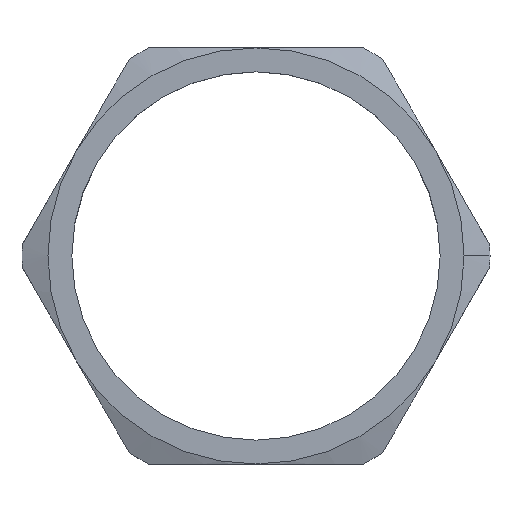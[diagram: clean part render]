
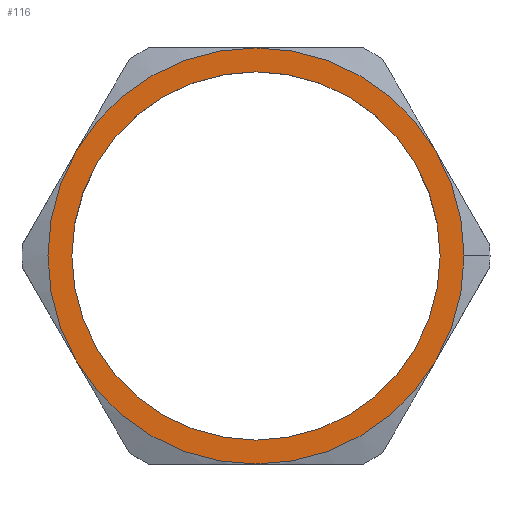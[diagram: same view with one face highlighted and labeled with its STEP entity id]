
A CAD part, top view. The second image highlights one B-rep face of the part: STEP entity #116.
In plain terms, the highlighted planar face has unit normal (0, 0, 1).
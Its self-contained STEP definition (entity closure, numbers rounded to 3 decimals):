
#19 = AXIS2_PLACEMENT_3D ( 'NONE', #613, #606, #605 ) ;
#22 = AXIS2_PLACEMENT_3D ( 'NONE', #616, #615, #614 ) ;
#23 = AXIS2_PLACEMENT_3D ( 'NONE', #580, #576, #575 ) ;
#69 = EDGE_CURVE ( 'NONE', #783, #788, #177, .T. ) ;
#72 = EDGE_CURVE ( 'NONE', #782, #803, #176, .T. ) ;
#81 = EDGE_CURVE ( 'NONE', #803, #782, #171, .T. ) ;
#82 = EDGE_CURVE ( 'NONE', #785, #783, #170, .T. ) ;
#83 = EDGE_CURVE ( 'NONE', #788, #801, #169, .T. ) ;
#84 = EDGE_CURVE ( 'NONE', #801, #789, #168, .T. ) ;
#85 = EDGE_CURVE ( 'NONE', #789, #805, #167, .T. ) ;
#86 = EDGE_CURVE ( 'NONE', #805, #784, #166, .T. ) ;
#87 = EDGE_CURVE ( 'NONE', #784, #785, #165, .T. ) ;
#116 = ADVANCED_FACE ( 'NONE', ( #225, #227 ), #427, .T. ) ;
#165 = CIRCLE ( 'NONE', #205, 20. ) ;
#166 = CIRCLE ( 'NONE', #204, 20. ) ;
#167 = CIRCLE ( 'NONE', #203, 20. ) ;
#168 = CIRCLE ( 'NONE', #201, 20. ) ;
#169 = CIRCLE ( 'NONE', #200, 20. ) ;
#170 = CIRCLE ( 'NONE', #196, 20. ) ;
#171 = CIRCLE ( 'NONE', #23, 17.7 ) ;
#176 = CIRCLE ( 'NONE', #19, 17.7 ) ;
#177 = CIRCLE ( 'NONE', #22, 20. ) ;
#196 = AXIS2_PLACEMENT_3D ( 'NONE', #574, #573, #816 ) ;
#200 = AXIS2_PLACEMENT_3D ( 'NONE', #295, #296, #297 ) ;
#201 = AXIS2_PLACEMENT_3D ( 'NONE', #298, #299, #300 ) ;
#203 = AXIS2_PLACEMENT_3D ( 'NONE', #301, #302, #303 ) ;
#204 = AXIS2_PLACEMENT_3D ( 'NONE', #304, #305, #306 ) ;
#205 = AXIS2_PLACEMENT_3D ( 'NONE', #307, #308, #309 ) ;
#220 = AXIS2_PLACEMENT_3D ( 'NONE', #428, #429, #430 ) ;
#225 = FACE_BOUND ( 'NONE', #754, .T. ) ;
#227 = FACE_OUTER_BOUND ( 'NONE', #757, .T. ) ;
#295 = CARTESIAN_POINT ( 'NONE',  ( 0., 0., 4. ) ) ;
#296 = DIRECTION ( 'NONE',  ( 0., 0., 1. ) ) ;
#297 = DIRECTION ( 'NONE',  ( 1., 0., 0. ) ) ;
#298 = CARTESIAN_POINT ( 'NONE',  ( 0., 0., 4. ) ) ;
#299 = DIRECTION ( 'NONE',  ( 0., 0., 1. ) ) ;
#300 = DIRECTION ( 'NONE',  ( 1., 0., 0. ) ) ;
#301 = CARTESIAN_POINT ( 'NONE',  ( 0., 0., 4. ) ) ;
#302 = DIRECTION ( 'NONE',  ( 0., 0., 1. ) ) ;
#303 = DIRECTION ( 'NONE',  ( 1., 0., 0. ) ) ;
#304 = CARTESIAN_POINT ( 'NONE',  ( 0., 0., 4. ) ) ;
#305 = DIRECTION ( 'NONE',  ( 0., 0., 1. ) ) ;
#306 = DIRECTION ( 'NONE',  ( 1., 0., 0. ) ) ;
#307 = CARTESIAN_POINT ( 'NONE',  ( 0., 0., 4. ) ) ;
#308 = DIRECTION ( 'NONE',  ( 0., 0., 1. ) ) ;
#309 = DIRECTION ( 'NONE',  ( 1., 0., 0. ) ) ;
#427 = PLANE ( 'NONE',  #220 ) ;
#428 = CARTESIAN_POINT ( 'NONE',  ( 0., 0., 4. ) ) ;
#429 = DIRECTION ( 'NONE',  ( 0., 0., 1. ) ) ;
#430 = DIRECTION ( 'NONE',  ( 1., 0., 0. ) ) ;
#528 = CARTESIAN_POINT ( 'NONE',  ( -17.7, 0., 4. ) ) ;
#529 = CARTESIAN_POINT ( 'NONE',  ( 20., 0., 4. ) ) ;
#530 = CARTESIAN_POINT ( 'NONE',  ( 0., -20., 4. ) ) ;
#531 = CARTESIAN_POINT ( 'NONE',  ( 17.321, -10., 4. ) ) ;
#534 = CARTESIAN_POINT ( 'NONE',  ( 17.321, 10., 4. ) ) ;
#535 = CARTESIAN_POINT ( 'NONE',  ( -17.321, 10., 4. ) ) ;
#547 = CARTESIAN_POINT ( 'NONE',  ( 0., 20., 4. ) ) ;
#549 = CARTESIAN_POINT ( 'NONE',  ( 17.7, 0., 4. ) ) ;
#551 = CARTESIAN_POINT ( 'NONE',  ( -17.321, -10., 4. ) ) ;
#573 = DIRECTION ( 'NONE',  ( 0., 0., 1. ) ) ;
#574 = CARTESIAN_POINT ( 'NONE',  ( 0., 0., 4. ) ) ;
#575 = DIRECTION ( 'NONE',  ( 1., 0., 0. ) ) ;
#576 = DIRECTION ( 'NONE',  ( 0., 0., 1. ) ) ;
#580 = CARTESIAN_POINT ( 'NONE',  ( 0., 0., 4. ) ) ;
#605 = DIRECTION ( 'NONE',  ( 1., 0., 0. ) ) ;
#606 = DIRECTION ( 'NONE',  ( 0., 0., 1. ) ) ;
#613 = CARTESIAN_POINT ( 'NONE',  ( 0., 0., 4. ) ) ;
#614 = DIRECTION ( 'NONE',  ( 1., 0., 0. ) ) ;
#615 = DIRECTION ( 'NONE',  ( 0., 0., 1. ) ) ;
#616 = CARTESIAN_POINT ( 'NONE',  ( 0., 0., 4. ) ) ;
#711 = ORIENTED_EDGE ( 'NONE', *, *, #72, .F. ) ;
#712 = ORIENTED_EDGE ( 'NONE', *, *, #83, .T. ) ;
#713 = ORIENTED_EDGE ( 'NONE', *, *, #81, .F. ) ;
#714 = ORIENTED_EDGE ( 'NONE', *, *, #82, .T. ) ;
#715 = ORIENTED_EDGE ( 'NONE', *, *, #69, .T. ) ;
#716 = ORIENTED_EDGE ( 'NONE', *, *, #85, .T. ) ;
#717 = ORIENTED_EDGE ( 'NONE', *, *, #84, .T. ) ;
#719 = ORIENTED_EDGE ( 'NONE', *, *, #86, .T. ) ;
#720 = ORIENTED_EDGE ( 'NONE', *, *, #87, .T. ) ;
#754 = EDGE_LOOP ( 'NONE', ( #711, #713 ) ) ;
#757 = EDGE_LOOP ( 'NONE', ( #714, #715, #712, #717, #716, #719, #720 ) ) ;
#782 = VERTEX_POINT ( 'NONE', #528 ) ;
#783 = VERTEX_POINT ( 'NONE', #529 ) ;
#784 = VERTEX_POINT ( 'NONE', #530 ) ;
#785 = VERTEX_POINT ( 'NONE', #531 ) ;
#788 = VERTEX_POINT ( 'NONE', #534 ) ;
#789 = VERTEX_POINT ( 'NONE', #535 ) ;
#801 = VERTEX_POINT ( 'NONE', #547 ) ;
#803 = VERTEX_POINT ( 'NONE', #549 ) ;
#805 = VERTEX_POINT ( 'NONE', #551 ) ;
#816 = DIRECTION ( 'NONE',  ( 1., 0., 0. ) ) ;
